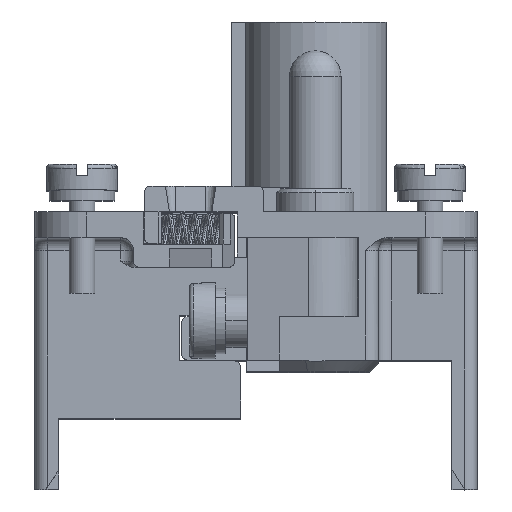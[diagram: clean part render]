
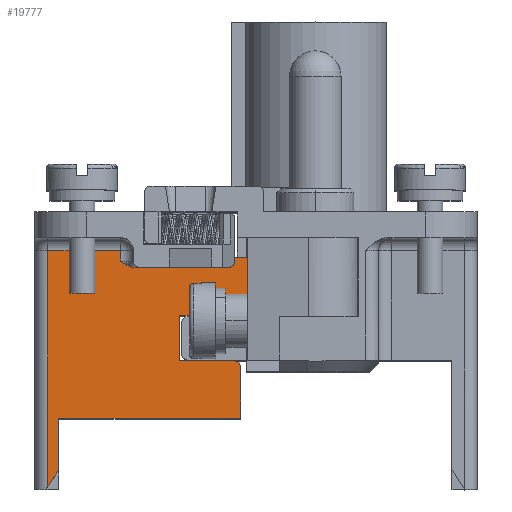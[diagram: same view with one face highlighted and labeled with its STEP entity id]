
A CAD part, top view. The second image highlights one B-rep face of the part: STEP entity #19777.
In plain terms, the highlighted planar face has unit normal (0, 0, 1).
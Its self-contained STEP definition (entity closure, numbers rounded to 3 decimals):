
#3280=CARTESIAN_POINT('',(4.5,14.237,17.2));
#3281=DIRECTION('',(0.,0.,-1.));
#3282=DIRECTION('',(1.,0.,0.));
#3283=AXIS2_PLACEMENT_3D('',#3280,#3281,#3282);
#3285=DIRECTION('',(-0.999,-0.035,0.));
#3286=VECTOR('',#3285,8.222);
#3287=CARTESIAN_POINT('',(4.517,13.737,17.2));
#3288=LINE('',#3287,#3286);
#3289=DIRECTION('',(0.,-1.,0.));
#3290=VECTOR('',#3289,3.5);
#3291=CARTESIAN_POINT('',(-3.7,13.45,17.2));
#3292=LINE('',#3291,#3290);
#3293=CARTESIAN_POINT('',(0.5,9.45,17.2));
#3294=DIRECTION('',(0.,0.,-1.));
#3295=DIRECTION('',(0.,1.,0.));
#3296=AXIS2_PLACEMENT_3D('',#3293,#3294,#3295);
#3298=DIRECTION('',(-1.,0.,0.));
#3299=VECTOR('',#3298,14.1);
#3300=CARTESIAN_POINT('',(1.,5.5,17.2));
#3301=LINE('',#3300,#3299);
#3302=DIRECTION('',(0.,-1.,0.));
#3303=VECTOR('',#3302,4.);
#3304=CARTESIAN_POINT('',(-13.1,5.5,17.2));
#3305=LINE('',#3304,#3303);
#3306=DIRECTION('',(-0.555,-0.832,0.));
#3307=VECTOR('',#3306,1.532);
#3308=CARTESIAN_POINT('',(-13.1,1.5,17.2));
#3309=LINE('',#3308,#3307);
#3310=CARTESIAN_POINT('',(-8.3,17.7,17.2));
#3311=CARTESIAN_POINT('',(-8.172,17.609,17.2));
#3312=CARTESIAN_POINT('',(-7.933,17.443,17.2));
#3313=CARTESIAN_POINT('',(-7.617,17.279,17.2));
#3314=CARTESIAN_POINT('',(-7.403,17.22,17.2));
#3315=CARTESIAN_POINT('',(-7.298,17.207,17.2));
#3317=CARTESIAN_POINT('',(-7.298,17.207,17.2));
#3318=CARTESIAN_POINT('',(-7.285,17.206,17.2));
#3319=CARTESIAN_POINT('',(-7.258,17.203,17.2));
#3320=CARTESIAN_POINT('',(-7.22,17.201,17.2));
#3321=CARTESIAN_POINT('',(-7.194,17.2,17.2));
#3322=CARTESIAN_POINT('',(-7.182,17.2,17.2));
#3324=DIRECTION('',(1.,0.,0.));
#3325=VECTOR('',#3324,7.232);
#3326=CARTESIAN_POINT('',(-7.182,17.2,17.2));
#3327=LINE('',#3326,#3325);
#3328=CARTESIAN_POINT('',(0.05,17.7,17.2));
#3329=DIRECTION('',(0.,0.,1.));
#3330=DIRECTION('',(0.,-1.,0.));
#3331=AXIS2_PLACEMENT_3D('',#3328,#3329,#3330);
#3333=DIRECTION('',(0.,1.,0.));
#3334=VECTOR('',#3333,0.25);
#3335=CARTESIAN_POINT('',(0.55,17.7,17.2));
#3336=LINE('',#3335,#3334);
#3337=CARTESIAN_POINT('',(4.5,17.45,17.2));
#3338=DIRECTION('',(0.,0.,-1.));
#3339=DIRECTION('',(0.,1.,0.));
#3340=AXIS2_PLACEMENT_3D('',#3337,#3338,#3339);
#3350=DIRECTION('',(0.,1.,0.));
#3351=VECTOR('',#3350,3.213);
#3352=CARTESIAN_POINT('',(5.,14.237,17.2));
#3353=LINE('',#3352,#3351);
#3362=DIRECTION('',(-1.,0.,0.));
#3363=VECTOR('',#3362,3.95);
#3364=CARTESIAN_POINT('',(4.5,17.95,17.2));
#3365=LINE('',#3364,#3363);
#3490=DIRECTION('',(0.,1.,0.));
#3491=VECTOR('',#3490,0.8);
#3492=CARTESIAN_POINT('',(-8.3,17.7,17.2));
#3493=LINE('',#3492,#3491);
#3517=DIRECTION('',(-1.,0.,0.));
#3518=VECTOR('',#3517,5.65);
#3519=CARTESIAN_POINT('',(-8.3,18.5,17.2));
#3520=LINE('',#3519,#3518);
#4000=DIRECTION('',(0.,-1.,0.));
#4001=VECTOR('',#4000,18.275);
#4002=CARTESIAN_POINT('',(-13.95,18.5,17.2));
#4003=LINE('',#4002,#4001);
#6213=DIRECTION('',(-1.,0.,0.));
#6214=VECTOR('',#6213,4.2);
#6215=CARTESIAN_POINT('',(0.5,9.95,17.2));
#6216=LINE('',#6215,#6214);
#6233=DIRECTION('',(0.,1.,0.));
#6234=VECTOR('',#6233,3.95);
#6235=CARTESIAN_POINT('',(1.,5.5,17.2));
#6236=LINE('',#6235,#6234);
#12619=CARTESIAN_POINT('',(-13.1,5.5,17.2));
#12620=VERTEX_POINT('',#12619);
#12629=CARTESIAN_POINT('',(-13.1,1.5,17.2));
#12630=VERTEX_POINT('',#12629);
#12647=CARTESIAN_POINT('',(1.,5.5,17.2));
#12648=VERTEX_POINT('',#12647);
#12649=CARTESIAN_POINT('',(5.,14.237,17.2));
#12650=CARTESIAN_POINT('',(4.517,13.737,17.2));
#12651=VERTEX_POINT('',#12649);
#12652=VERTEX_POINT('',#12650);
#12653=CARTESIAN_POINT('',(-3.7,13.45,17.2));
#12654=VERTEX_POINT('',#12653);
#12655=CARTESIAN_POINT('',(-3.7,9.95,17.2));
#12656=VERTEX_POINT('',#12655);
#12657=CARTESIAN_POINT('',(0.5,9.95,17.2));
#12658=VERTEX_POINT('',#12657);
#12659=CARTESIAN_POINT('',(1.,9.45,17.2));
#12660=VERTEX_POINT('',#12659);
#12661=CARTESIAN_POINT('',(-13.95,0.225,17.2));
#12662=VERTEX_POINT('',#12661);
#12663=CARTESIAN_POINT('',(-13.95,18.5,17.2));
#12664=VERTEX_POINT('',#12663);
#12665=CARTESIAN_POINT('',(-8.3,18.5,17.2));
#12666=VERTEX_POINT('',#12665);
#12667=CARTESIAN_POINT('',(-8.3,17.7,17.2));
#12668=VERTEX_POINT('',#12667);
#12669=VERTEX_POINT('',#3315);
#12670=VERTEX_POINT('',#3322);
#12671=CARTESIAN_POINT('',(0.05,17.2,17.2));
#12672=VERTEX_POINT('',#12671);
#12673=CARTESIAN_POINT('',(0.55,17.7,17.2));
#12674=VERTEX_POINT('',#12673);
#12675=CARTESIAN_POINT('',(0.55,17.95,17.2));
#12676=VERTEX_POINT('',#12675);
#12677=CARTESIAN_POINT('',(4.5,17.95,17.2));
#12678=VERTEX_POINT('',#12677);
#12679=CARTESIAN_POINT('',(5.,17.45,17.2));
#12680=VERTEX_POINT('',#12679);
#19732=CARTESIAN_POINT('',(-14.95,0.,17.2));
#19733=DIRECTION('',(0.,0.,-1.));
#19734=DIRECTION('',(1.,0.,0.));
#19735=AXIS2_PLACEMENT_3D('',#19732,#19733,#19734);
#19736=PLANE('',#19735);
#19738=ORIENTED_EDGE('',*,*,#19737,.T.);
#19740=ORIENTED_EDGE('',*,*,#19739,.T.);
#19742=ORIENTED_EDGE('',*,*,#19741,.T.);
#19744=ORIENTED_EDGE('',*,*,#19743,.F.);
#19746=ORIENTED_EDGE('',*,*,#19745,.T.);
#19748=ORIENTED_EDGE('',*,*,#19747,.F.);
#19749=ORIENTED_EDGE('',*,*,#19724,.T.);
#19750=ORIENTED_EDGE('',*,*,#19693,.T.);
#19752=ORIENTED_EDGE('',*,*,#19751,.T.);
#19754=ORIENTED_EDGE('',*,*,#19753,.F.);
#19756=ORIENTED_EDGE('',*,*,#19755,.F.);
#19758=ORIENTED_EDGE('',*,*,#19757,.F.);
#19760=ORIENTED_EDGE('',*,*,#19759,.T.);
#19762=ORIENTED_EDGE('',*,*,#19761,.T.);
#19764=ORIENTED_EDGE('',*,*,#19763,.T.);
#19766=ORIENTED_EDGE('',*,*,#19765,.T.);
#19768=ORIENTED_EDGE('',*,*,#19767,.T.);
#19770=ORIENTED_EDGE('',*,*,#19769,.F.);
#19772=ORIENTED_EDGE('',*,*,#19771,.T.);
#19774=ORIENTED_EDGE('',*,*,#19773,.F.);
#19775=EDGE_LOOP('',(#19738,#19740,#19742,#19744,#19746,#19748,#19749,#19750,
#19752,#19754,#19756,#19758,#19760,#19762,#19764,#19766,#19768,#19770,#19772,
#19774));
#19776=FACE_OUTER_BOUND('',#19775,.F.);
#3284=CIRCLE('',#3283,0.5);
#3297=CIRCLE('',#3296,0.5);
#3316=B_SPLINE_CURVE_WITH_KNOTS('',3,(#3310,#3311,#3312,#3313,#3314,#3315),
.UNSPECIFIED.,.F.,.F.,(4,1,1,4),(0.,0.333,0.667,1.),
.UNSPECIFIED.);
#3323=B_SPLINE_CURVE_WITH_KNOTS('',3,(#3317,#3318,#3319,#3320,#3321,#3322),
.UNSPECIFIED.,.F.,.F.,(4,1,1,4),(0.,0.333,0.667,1.),
.UNSPECIFIED.);
#3332=CIRCLE('',#3331,0.5);
#3341=CIRCLE('',#3340,0.5);
#19693=EDGE_CURVE('',#12620,#12630,#3305,.T.);
#19724=EDGE_CURVE('',#12648,#12620,#3301,.T.);
#19737=EDGE_CURVE('',#12651,#12652,#3284,.T.);
#19739=EDGE_CURVE('',#12652,#12654,#3288,.T.);
#19741=EDGE_CURVE('',#12654,#12656,#3292,.T.);
#19743=EDGE_CURVE('',#12658,#12656,#6216,.T.);
#19745=EDGE_CURVE('',#12658,#12660,#3297,.T.);
#19747=EDGE_CURVE('',#12648,#12660,#6236,.T.);
#19751=EDGE_CURVE('',#12630,#12662,#3309,.T.);
#19753=EDGE_CURVE('',#12664,#12662,#4003,.T.);
#19755=EDGE_CURVE('',#12666,#12664,#3520,.T.);
#19757=EDGE_CURVE('',#12668,#12666,#3493,.T.);
#19759=EDGE_CURVE('',#12668,#12669,#3316,.T.);
#19761=EDGE_CURVE('',#12669,#12670,#3323,.T.);
#19763=EDGE_CURVE('',#12670,#12672,#3327,.T.);
#19765=EDGE_CURVE('',#12672,#12674,#3332,.T.);
#19767=EDGE_CURVE('',#12674,#12676,#3336,.T.);
#19769=EDGE_CURVE('',#12678,#12676,#3365,.T.);
#19771=EDGE_CURVE('',#12678,#12680,#3341,.T.);
#19773=EDGE_CURVE('',#12651,#12680,#3353,.T.);
#19777=ADVANCED_FACE('',(#19776),#19736,.F.);
